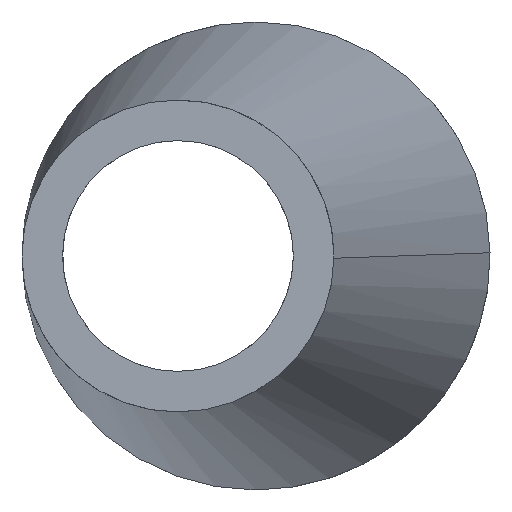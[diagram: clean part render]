
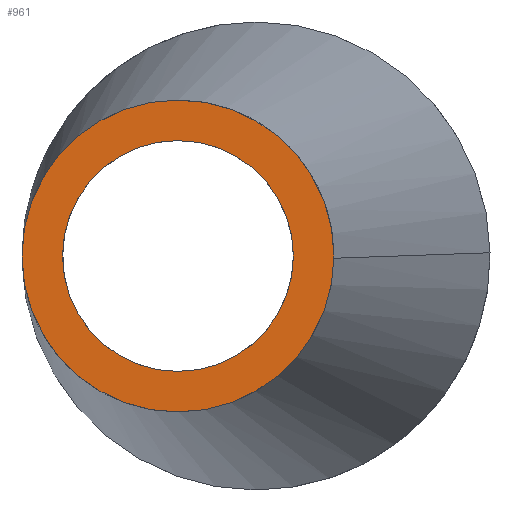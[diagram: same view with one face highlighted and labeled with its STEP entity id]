
A CAD part, front view. The second image highlights one B-rep face of the part: STEP entity #961.
In plain terms, the highlighted planar face has unit normal (0, -1, 0).
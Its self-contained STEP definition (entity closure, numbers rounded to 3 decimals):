
#8 = VERTEX_POINT ( 'NONE', #516 ) ;
#38 = ORIENTED_EDGE ( 'NONE', *, *, #407, .F. ) ;
#46 = EDGE_CURVE ( 'NONE', #8, #353, #772, .T. ) ;
#54 = DIRECTION ( 'NONE',  ( 0., -1., 0. ) ) ;
#58 = CARTESIAN_POINT ( 'NONE',  ( 0., -38.1, 6.35 ) ) ;
#70 = EDGE_LOOP ( 'NONE', ( #121, #38 ) ) ;
#121 = ORIENTED_EDGE ( 'NONE', *, *, #46, .F. ) ;
#134 = CIRCLE ( 'NONE', #635, 6.35 ) ;
#136 = EDGE_CURVE ( 'NONE', #497, #921, #383, .T. ) ;
#216 = CARTESIAN_POINT ( 'NONE',  ( 0., -38.1, 0. ) ) ;
#275 = DIRECTION ( 'NONE',  ( 0., 0., -1. ) ) ;
#282 = CARTESIAN_POINT ( 'NONE',  ( 0., -38.1, 0. ) ) ;
#290 = FACE_BOUND ( 'NONE', #70, .T. ) ;
#292 = DIRECTION ( 'NONE',  ( 0., -1., 0. ) ) ;
#314 = CIRCLE ( 'NONE', #687, 4.7 ) ;
#318 = FACE_OUTER_BOUND ( 'NONE', #717, .T. ) ;
#341 = DIRECTION ( 'NONE',  ( 0., 0., -1. ) ) ;
#353 = VERTEX_POINT ( 'NONE', #862 ) ;
#355 = CARTESIAN_POINT ( 'NONE',  ( 0., -38.1, -6.35 ) ) ;
#357 = AXIS2_PLACEMENT_3D ( 'NONE', #868, #940, #706 ) ;
#383 = CIRCLE ( 'NONE', #357, 6.35 ) ;
#385 = EDGE_CURVE ( 'NONE', #921, #497, #134, .T. ) ;
#406 = ORIENTED_EDGE ( 'NONE', *, *, #385, .T. ) ;
#407 = EDGE_CURVE ( 'NONE', #353, #8, #314, .T. ) ;
#408 = DIRECTION ( 'NONE',  ( 0., 0., -1. ) ) ;
#454 = ORIENTED_EDGE ( 'NONE', *, *, #136, .T. ) ;
#488 = AXIS2_PLACEMENT_3D ( 'NONE', #216, #292, #731 ) ;
#491 = CARTESIAN_POINT ( 'NONE',  ( 0., -38.1, 0. ) ) ;
#497 = VERTEX_POINT ( 'NONE', #58 ) ;
#499 = DIRECTION ( 'NONE',  ( 0., -1., 0. ) ) ;
#502 = PLANE ( 'NONE',  #488 ) ;
#516 = CARTESIAN_POINT ( 'NONE',  ( 0., -38.1, -4.7 ) ) ;
#635 = AXIS2_PLACEMENT_3D ( 'NONE', #723, #800, #341 ) ;
#687 = AXIS2_PLACEMENT_3D ( 'NONE', #491, #54, #408 ) ;
#706 = DIRECTION ( 'NONE',  ( 0., 0., -1. ) ) ;
#717 = EDGE_LOOP ( 'NONE', ( #454, #406 ) ) ;
#723 = CARTESIAN_POINT ( 'NONE',  ( 0., -38.1, 0. ) ) ;
#731 = DIRECTION ( 'NONE',  ( 0., 0., -1. ) ) ;
#772 = CIRCLE ( 'NONE', #778, 4.7 ) ;
#778 = AXIS2_PLACEMENT_3D ( 'NONE', #282, #499, #275 ) ;
#800 = DIRECTION ( 'NONE',  ( 0., -1., 0. ) ) ;
#862 = CARTESIAN_POINT ( 'NONE',  ( 0., -38.1, 4.7 ) ) ;
#868 = CARTESIAN_POINT ( 'NONE',  ( 0., -38.1, 0. ) ) ;
#921 = VERTEX_POINT ( 'NONE', #355 ) ;
#940 = DIRECTION ( 'NONE',  ( 0., -1., 0. ) ) ;
#961 = ADVANCED_FACE ( 'NONE', ( #290, #318 ), #502, .T. ) ;
